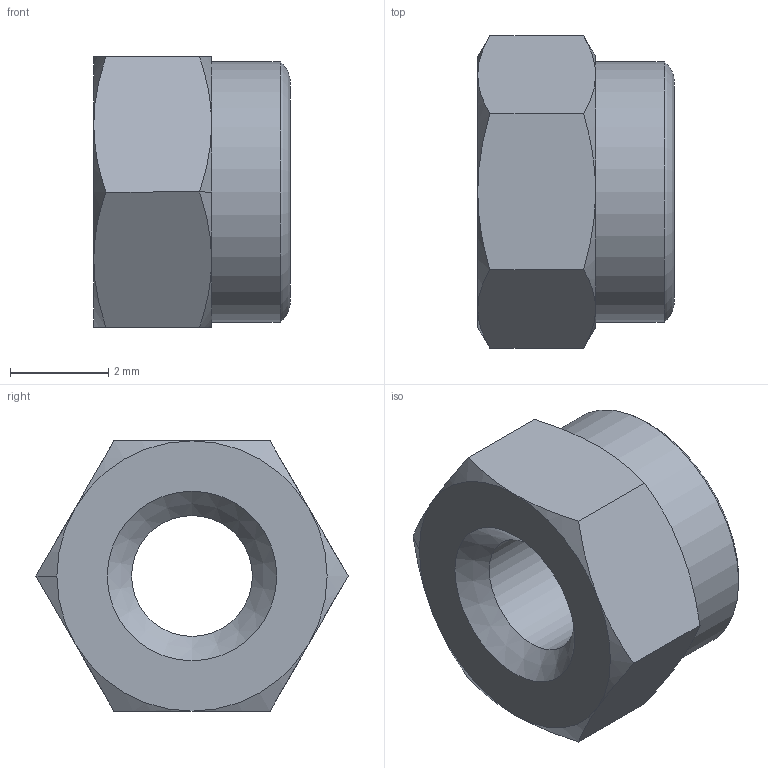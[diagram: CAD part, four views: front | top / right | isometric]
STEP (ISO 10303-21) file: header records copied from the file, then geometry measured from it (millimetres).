
FILE_DESCRIPTION(/* description */ ('Alibre Inc.'),/* implementation_level */ '2;1');
FILE_NAME(/* name */ 'export-03CA8CC7-A4D4-4F1C-9777-5A5166C98F53',/* time_stamp */ '2021-11-12T11:45:47+01:00',/* author */ (''),/* organization */ (''),/* preprocessor_version */ 'ST-DEVELOPER v17',/* originating_system */ 'Alibre',/* authorisation */ '');
FILE_SCHEMA (('AUTOMOTIVE_DESIGN'));
Length unit declared in the file: millimetre
Products named in the file (1): HI_Hexagon nut DIN 985 M3 12348.030.001(High)
Bounding box: 4 x 6.35 x 5.5 mm (x, y, z)
Volume: 73.3 mm3; surface area: 150 mm2
Topology: 1 solids, 1 shells, 34 faces, 70 edges, 42 vertices
Faces by surface type: cone 16, plane 12, cylinder 5, torus 1
Full cylindrical faces by diameter (mm): 2.459 x2, 3.45 x2, 5.3 x1
Entity records: 863 total; most frequent: CARTESIAN_POINT 182, ORIENTED_EDGE 140, DIRECTION 108, EDGE_CURVE 70, AXIS2_PLACEMENT_3D 53, VERTEX_POINT 42, EDGE_LOOP 40, FACE_BOUND 40
